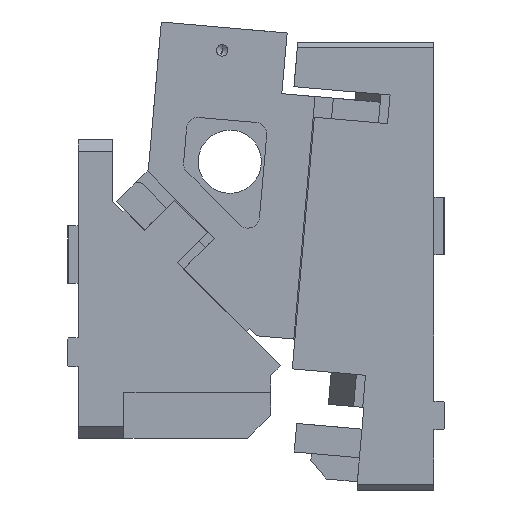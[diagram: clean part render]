
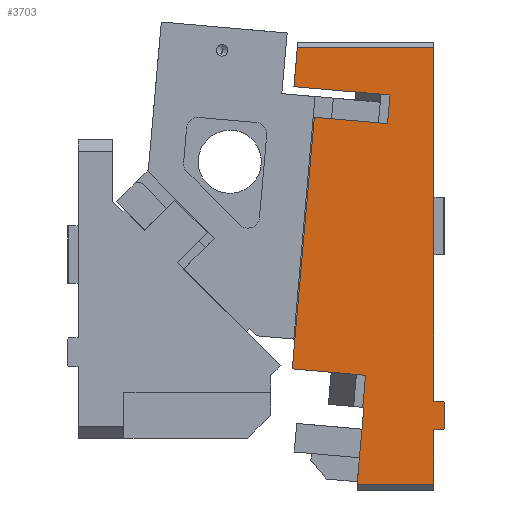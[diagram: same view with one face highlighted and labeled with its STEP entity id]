
A CAD part, left-side view. The second image highlights one B-rep face of the part: STEP entity #3703.
In plain terms, the highlighted planar face has unit normal (-1, 0, 0).
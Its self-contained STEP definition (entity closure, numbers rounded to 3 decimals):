
#125=CARTESIAN_POINT('Vertex',(-75.,-182.686,-17.797)) ;
#128=CARTESIAN_POINT('Line Origine',(-75.,-182.686,-171.547)) ;
#132=CARTESIAN_POINT('Vertex',(-75.,-182.686,-325.297)) ;
#526=CARTESIAN_POINT('Vertex',(-75.,-63.691,-17.797)) ;
#529=CARTESIAN_POINT('Line Origine',(-75.,-123.189,-17.797)) ;
#814=CARTESIAN_POINT('Vertex',(-75.,-60.743,-51.49)) ;
#819=CARTESIAN_POINT('Line Origine',(-75.,-62.217,-34.644)) ;
#1212=CARTESIAN_POINT('Vertex',(-75.,-144.424,-58.811)) ;
#1215=CARTESIAN_POINT('Line Origine',(-75.,-102.584,-55.151)) ;
#1242=CARTESIAN_POINT('Vertex',(-75.,-182.686,-397.797)) ;
#1286=CARTESIAN_POINT('Vertex',(-75.,-182.686,-350.297)) ;
#1289=CARTESIAN_POINT('Line Origine',(-75.,-182.686,-374.047)) ;
#1540=CARTESIAN_POINT('Vertex',(-75.,-115.77,-397.797)) ;
#1543=CARTESIAN_POINT('Line Origine',(-75.,-118.698,-364.328)) ;
#1547=CARTESIAN_POINT('Vertex',(-75.,-121.627,-330.859)) ;
#1828=CARTESIAN_POINT('Vertex',(-75.,-120.63,-330.772)) ;
#1869=CARTESIAN_POINT('Line Origine',(-75.,-121.128,-330.816)) ;
#1957=CARTESIAN_POINT('Vertex',(-75.,-142.245,-83.716)) ;
#1985=CARTESIAN_POINT('Vertex',(-75.,-78.488,-78.138)) ;
#1988=CARTESIAN_POINT('Line Origine',(-75.,-110.367,-80.927)) ;
#2002=CARTESIAN_POINT('Line Origine',(-75.,-68.901,-187.719)) ;
#2006=CARTESIAN_POINT('Vertex',(-75.,-59.314,-297.301)) ;
#2028=CARTESIAN_POINT('Line Origine',(-75.,-91.192,-300.09)) ;
#2032=CARTESIAN_POINT('Vertex',(-75.,-123.071,-302.879)) ;
#2070=CARTESIAN_POINT('Line Origine',(-75.,-143.334,-71.264)) ;
#2080=CARTESIAN_POINT('Line Origine',(-75.,-121.851,-316.826)) ;
#2106=CARTESIAN_POINT('Line Origine',(-75.,-149.228,-397.797)) ;
#3550=CARTESIAN_POINT('Line Origine',(-75.,-186.686,-325.297)) ;
#3554=CARTESIAN_POINT('Vertex',(-75.,-190.686,-325.297)) ;
#3580=CARTESIAN_POINT('Vertex',(-75.,-191.686,-326.297)) ;
#3588=CARTESIAN_POINT('Line Origine',(-75.,-191.186,-325.797)) ;
#3600=CARTESIAN_POINT('Line Origine',(-75.,-186.686,-350.297)) ;
#3604=CARTESIAN_POINT('Vertex',(-75.,-190.686,-350.297)) ;
#3633=CARTESIAN_POINT('Line Origine',(-75.,-191.686,-337.797)) ;
#3637=CARTESIAN_POINT('Vertex',(-75.,-191.686,-349.297)) ;
#3673=CARTESIAN_POINT('Axis2P3D Location',(-75.,-127.94,-350.484)) ;
#3678=CARTESIAN_POINT('Line Origine',(-75.,-191.186,-349.797)) ;
#129=DIRECTION('Vector Direction',(0.,0.,-1.)) ;
#530=DIRECTION('Vector Direction',(0.,1.,0.)) ;
#820=DIRECTION('Vector Direction',(0.,-0.087,0.996)) ;
#1216=DIRECTION('Vector Direction',(0.,-0.996,-0.087)) ;
#1290=DIRECTION('Vector Direction',(0.,0.,-1.)) ;
#1544=DIRECTION('Vector Direction',(0.,-0.087,0.996)) ;
#1870=DIRECTION('Vector Direction',(0.,-0.996,-0.087)) ;
#1989=DIRECTION('Vector Direction',(0.,0.996,0.087)) ;
#2003=DIRECTION('Vector Direction',(0.,0.087,-0.996)) ;
#2029=DIRECTION('Vector Direction',(0.,0.996,0.087)) ;
#2071=DIRECTION('Vector Direction',(0.,-0.087,0.996)) ;
#2081=DIRECTION('Vector Direction',(0.,-0.087,0.996)) ;
#2107=DIRECTION('Vector Direction',(0.,-1.,0.)) ;
#3551=DIRECTION('Vector Direction',(0.,-1.,0.)) ;
#3589=DIRECTION('Vector Direction',(0.,-0.707,-0.707)) ;
#3601=DIRECTION('Vector Direction',(0.,-1.,0.)) ;
#3634=DIRECTION('Vector Direction',(0.,0.,1.)) ;
#3674=DIRECTION('Axis2P3D Direction',(-1.,0.,0.)) ;
#3675=DIRECTION('Axis2P3D XDirection',(0.,0.,1.)) ;
#3679=DIRECTION('Vector Direction',(0.,0.707,-0.707)) ;
#3676=AXIS2_PLACEMENT_3D('Plane Axis2P3D',#3673,#3674,#3675) ;
#3684=ORIENTED_EDGE('',*,*,#3639,.F.) ;
#3685=ORIENTED_EDGE('',*,*,#3592,.F.) ;
#3686=ORIENTED_EDGE('',*,*,#3556,.F.) ;
#3687=ORIENTED_EDGE('',*,*,#134,.F.) ;
#3688=ORIENTED_EDGE('',*,*,#533,.T.) ;
#3689=ORIENTED_EDGE('',*,*,#823,.F.) ;
#3690=ORIENTED_EDGE('',*,*,#1219,.T.) ;
#3691=ORIENTED_EDGE('',*,*,#2074,.F.) ;
#3692=ORIENTED_EDGE('',*,*,#1992,.T.) ;
#3693=ORIENTED_EDGE('',*,*,#2008,.T.) ;
#3694=ORIENTED_EDGE('',*,*,#2034,.F.) ;
#3695=ORIENTED_EDGE('',*,*,#2084,.F.) ;
#3696=ORIENTED_EDGE('',*,*,#1873,.T.) ;
#3697=ORIENTED_EDGE('',*,*,#1549,.F.) ;
#3698=ORIENTED_EDGE('',*,*,#2110,.T.) ;
#3699=ORIENTED_EDGE('',*,*,#1293,.F.) ;
#3700=ORIENTED_EDGE('',*,*,#3606,.T.) ;
#3701=ORIENTED_EDGE('',*,*,#3682,.F.) ;
#130=VECTOR('Line Direction',#129,1.) ;
#531=VECTOR('Line Direction',#530,1.) ;
#821=VECTOR('Line Direction',#820,1.) ;
#1217=VECTOR('Line Direction',#1216,1.) ;
#1291=VECTOR('Line Direction',#1290,1.) ;
#1545=VECTOR('Line Direction',#1544,1.) ;
#1871=VECTOR('Line Direction',#1870,1.) ;
#1990=VECTOR('Line Direction',#1989,1.) ;
#2004=VECTOR('Line Direction',#2003,1.) ;
#2030=VECTOR('Line Direction',#2029,1.) ;
#2072=VECTOR('Line Direction',#2071,1.) ;
#2082=VECTOR('Line Direction',#2081,1.) ;
#2108=VECTOR('Line Direction',#2107,1.) ;
#3552=VECTOR('Line Direction',#3551,1.) ;
#3590=VECTOR('Line Direction',#3589,1.) ;
#3602=VECTOR('Line Direction',#3601,1.) ;
#3635=VECTOR('Line Direction',#3634,1.) ;
#3680=VECTOR('Line Direction',#3679,1.) ;
#3703=ADVANCED_FACE('CAM HOLDER',(#3702),#3677,.T.) ;
#134=EDGE_CURVE('',#126,#133,#131,.T.) ;
#533=EDGE_CURVE('',#126,#527,#532,.T.) ;
#823=EDGE_CURVE('',#815,#527,#822,.T.) ;
#1219=EDGE_CURVE('',#815,#1213,#1218,.T.) ;
#1293=EDGE_CURVE('',#1287,#1243,#1292,.T.) ;
#1549=EDGE_CURVE('',#1541,#1548,#1546,.T.) ;
#1873=EDGE_CURVE('',#1829,#1548,#1872,.T.) ;
#1992=EDGE_CURVE('',#1958,#1986,#1991,.T.) ;
#2008=EDGE_CURVE('',#1986,#2007,#2005,.T.) ;
#2034=EDGE_CURVE('',#2033,#2007,#2031,.T.) ;
#2074=EDGE_CURVE('',#1958,#1213,#2073,.T.) ;
#2084=EDGE_CURVE('',#1829,#2033,#2083,.T.) ;
#2110=EDGE_CURVE('',#1541,#1243,#2109,.T.) ;
#3556=EDGE_CURVE('',#133,#3555,#3553,.T.) ;
#3592=EDGE_CURVE('',#3555,#3581,#3591,.T.) ;
#3606=EDGE_CURVE('',#1287,#3605,#3603,.T.) ;
#3639=EDGE_CURVE('',#3581,#3638,#3636,.F.) ;
#3682=EDGE_CURVE('',#3638,#3605,#3681,.T.) ;
#3683=EDGE_LOOP('',(#3684,#3685,#3686,#3687,#3688,#3689,#3690,#3691,#3692,#3693,#3694,#3695,#3696,#3697,#3698,#3699,#3700,#3701)) ;
#3702=FACE_OUTER_BOUND('',#3683,.T.) ;
#131=LINE('Line',#128,#130) ;
#532=LINE('Line',#529,#531) ;
#822=LINE('Line',#819,#821) ;
#1218=LINE('Line',#1215,#1217) ;
#1292=LINE('Line',#1289,#1291) ;
#1546=LINE('Line',#1543,#1545) ;
#1872=LINE('Line',#1869,#1871) ;
#1991=LINE('Line',#1988,#1990) ;
#2005=LINE('Line',#2002,#2004) ;
#2031=LINE('Line',#2028,#2030) ;
#2073=LINE('Line',#2070,#2072) ;
#2083=LINE('Line',#2080,#2082) ;
#2109=LINE('Line',#2106,#2108) ;
#3553=LINE('Line',#3550,#3552) ;
#3591=LINE('Line',#3588,#3590) ;
#3603=LINE('Line',#3600,#3602) ;
#3636=LINE('Line',#3633,#3635) ;
#3681=LINE('Line',#3678,#3680) ;
#3677=PLANE('Plane',#3676) ;
#126=VERTEX_POINT('',#125) ;
#133=VERTEX_POINT('',#132) ;
#527=VERTEX_POINT('',#526) ;
#815=VERTEX_POINT('',#814) ;
#1213=VERTEX_POINT('',#1212) ;
#1243=VERTEX_POINT('',#1242) ;
#1287=VERTEX_POINT('',#1286) ;
#1541=VERTEX_POINT('',#1540) ;
#1548=VERTEX_POINT('',#1547) ;
#1829=VERTEX_POINT('',#1828) ;
#1958=VERTEX_POINT('',#1957) ;
#1986=VERTEX_POINT('',#1985) ;
#2007=VERTEX_POINT('',#2006) ;
#2033=VERTEX_POINT('',#2032) ;
#3555=VERTEX_POINT('',#3554) ;
#3581=VERTEX_POINT('',#3580) ;
#3605=VERTEX_POINT('',#3604) ;
#3638=VERTEX_POINT('',#3637) ;
